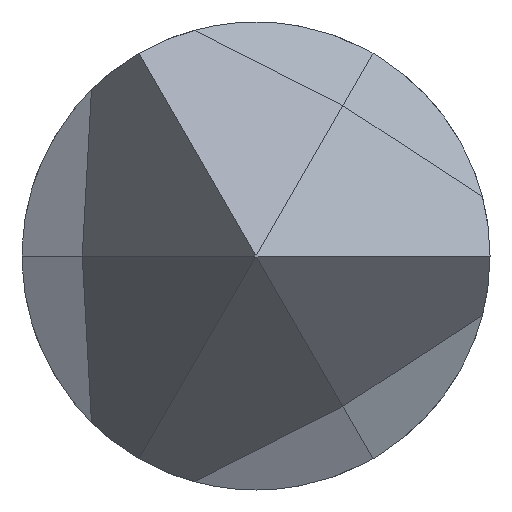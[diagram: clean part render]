
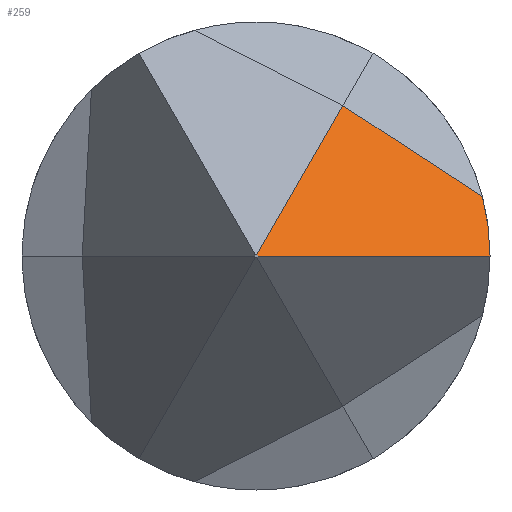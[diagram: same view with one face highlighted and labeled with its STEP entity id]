
A CAD part, left-side view. The second image highlights one B-rep face of the part: STEP entity #259.
In plain terms, the highlighted planar face has unit normal (-0.549, -0.484, 0.681).
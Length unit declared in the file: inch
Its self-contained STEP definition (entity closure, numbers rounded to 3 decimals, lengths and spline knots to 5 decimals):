
#38 = VERTEX_POINT ( 'NONE', #731 ) ;
#73 = CARTESIAN_POINT ( 'NONE',  ( -0.06432, -0.0385, 0.0033 ) ) ;
#80 = EDGE_CURVE ( 'NONE', #569, #117, #672, .T. ) ;
#117 = VERTEX_POINT ( 'NONE', #1800 ) ;
#145 = LINE ( 'NONE', #541, #1168 ) ;
#198 = ORIENTED_EDGE ( 'NONE', *, *, #1143, .F. ) ;
#219 = CARTESIAN_POINT ( 'NONE',  ( -0.05902, -0.01429, 0.02476 ) ) ;
#249 = LINE ( 'NONE', #1521, #740 ) ;
#259 = ADVANCED_FACE ( 'NONE', ( #953 ), #857, .F. ) ;
#263 = VERTEX_POINT ( 'NONE', #1452 ) ;
#287 = DIRECTION ( 'NONE',  ( -0.662, 0.75, 0. ) ) ;
#400 = CARTESIAN_POINT ( 'NONE',  ( -0.05741, -0.03724, 0.00976 ) ) ;
#478 = CARTESIAN_POINT ( 'NONE',  ( -0.06063, -0.03808, 0.00657 ) ) ;
#490 = VECTOR ( 'NONE', #675, 39.37008 ) ;
#519 = DIRECTION ( 'NONE',  ( -0.059, 0.836, 0.546 ) ) ;
#541 = CARTESIAN_POINT ( 'NONE',  ( -0.10215, -0.00026, 0. ) ) ;
#569 = VERTEX_POINT ( 'NONE', #730 ) ;
#649 = CARTESIAN_POINT ( 'NONE',  ( -0.102, -0.00012, 0.00022 ) ) ;
#672 = LINE ( 'NONE', #994, #490 ) ;
#675 = DIRECTION ( 'NONE',  ( 0., 0.815, 0.579 ) ) ;
#701 = VERTEX_POINT ( 'NONE', #219 ) ;
#730 = CARTESIAN_POINT ( 'NONE',  ( -0.102, -0.00043, 0. ) ) ;
#731 = CARTESIAN_POINT ( 'NONE',  ( -0.06842, -0.0385, 0. ) ) ;
#738 = ORIENTED_EDGE ( 'NONE', *, *, #1756, .F. ) ;
#740 = VECTOR ( 'NONE', #519, 39.37008 ) ;
#857 = PLANE ( 'NONE',  #967 ) ;
#953 = FACE_OUTER_BOUND ( 'NONE', #1780, .T. ) ;
#967 = AXIS2_PLACEMENT_3D ( 'NONE', #1690, #1236, #1522 ) ;
#994 = CARTESIAN_POINT ( 'NONE',  ( -0.102, -0.00014, 0.0002 ) ) ;
#1060 = ORIENTED_EDGE ( 'NONE', *, *, #1283, .F. ) ;
#1126 = ORIENTED_EDGE ( 'NONE', *, *, #1483, .T. ) ;
#1143 = EDGE_CURVE ( 'NONE', #38, #569, #145, .T. ) ;
#1168 = VECTOR ( 'NONE', #287, 39.37008 ) ;
#1183 = DIRECTION ( 'NONE',  ( 0.835, -0.275, 0.477 ) ) ;
#1236 = DIRECTION ( 'NONE',  ( 0.549, 0.484, -0.682 ) ) ;
#1283 = EDGE_CURVE ( 'NONE', #117, #701, #1508, .T. ) ;
#1312 = ORIENTED_EDGE ( 'NONE', *, *, #80, .F. ) ;
#1372 =( BOUNDED_CURVE ( )  B_SPLINE_CURVE ( 3, ( #400, #478, #73, #1722 ),
 .UNSPECIFIED., .F., .F. ) 
 B_SPLINE_CURVE_WITH_KNOTS ( ( 4, 4 ),
 ( 0.69703, 0.9532 ),
 .UNSPECIFIED. ) 
 CURVE ( )  GEOMETRIC_REPRESENTATION_ITEM ( )  RATIONAL_B_SPLINE_CURVE ( ( 1., 0.995, 0.995, 1. ) ) 
 REPRESENTATION_ITEM ( '' )  );
#1452 = CARTESIAN_POINT ( 'NONE',  ( -0.05741, -0.03724, 0.00976 ) ) ;
#1483 = EDGE_CURVE ( 'NONE', #263, #701, #249, .T. ) ;
#1508 = LINE ( 'NONE', #649, #1600 ) ;
#1521 = CARTESIAN_POINT ( 'NONE',  ( -0.05902, -0.01429, 0.02476 ) ) ;
#1522 = DIRECTION ( 'NONE',  ( -0.779, 0., -0.627 ) ) ;
#1600 = VECTOR ( 'NONE', #1183, 39.37008 ) ;
#1690 = CARTESIAN_POINT ( 'NONE',  ( -0.102, -0.00012, 0.00022 ) ) ;
#1722 = CARTESIAN_POINT ( 'NONE',  ( -0.06842, -0.0385, 0. ) ) ;
#1756 = EDGE_CURVE ( 'NONE', #263, #38, #1372, .T. ) ;
#1780 = EDGE_LOOP ( 'NONE', ( #198, #738, #1126, #1060, #1312 ) ) ;
#1800 = CARTESIAN_POINT ( 'NONE',  ( -0.102, -0.00012, 0.00022 ) ) ;
